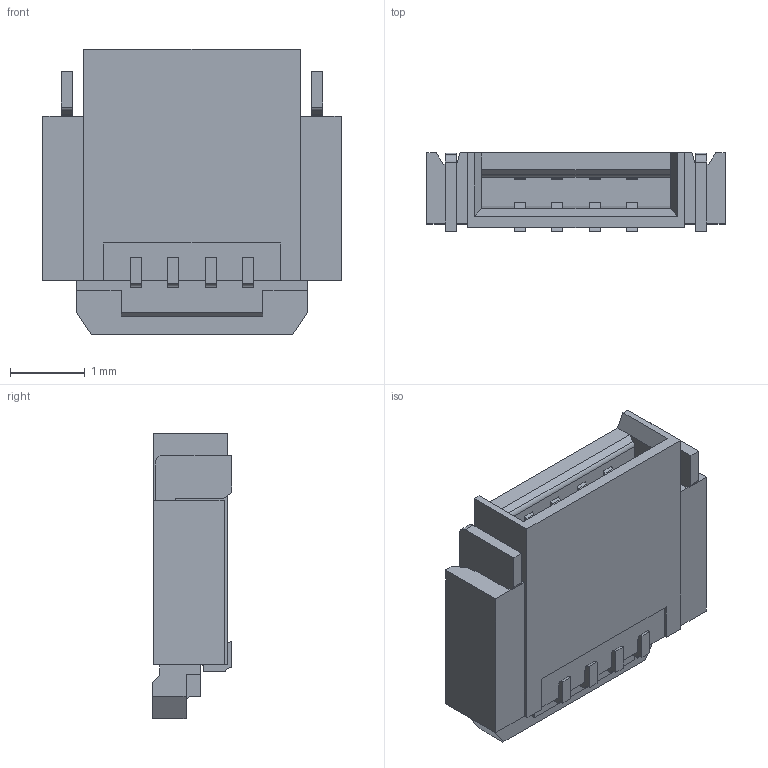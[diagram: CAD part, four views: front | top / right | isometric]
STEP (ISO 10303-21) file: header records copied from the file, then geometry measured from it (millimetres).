
FILE_DESCRIPTION((''),'2;1');
FILE_NAME('C-2328702-4','2018-05-15T',('workeradm'),('TE Connectivity Ltd.'),'CREO PARAMETRIC BY PTC INC, 2016050','CREO PARAMETRIC BY PTC INC, 2016050','');
FILE_SCHEMA(('AUTOMOTIVE_DESIGN { 1 0 10303 214 1 1 1 1 }'));
Length unit declared in the file: millimetre
Products named in the file (1): C-2328702-4
Bounding box: 4 x 1.06 x 3.83 mm (x, y, z)
Volume: 9.9 mm3; surface area: 63.9 mm2
Topology: 1 solids, 1 shells, 258 faces, 753 edges, 498 vertices
Faces by surface type: plane 200, cylinder 58
Entity records: 8659 total; most frequent: CARTESIAN_POINT 1511, ORIENTED_EDGE 1506, DIRECTION 1395, EDGE_CURVE 753, VECTOR 627, LINE 627, VERTEX_POINT 498, AXIS2_PLACEMENT_3D 384
